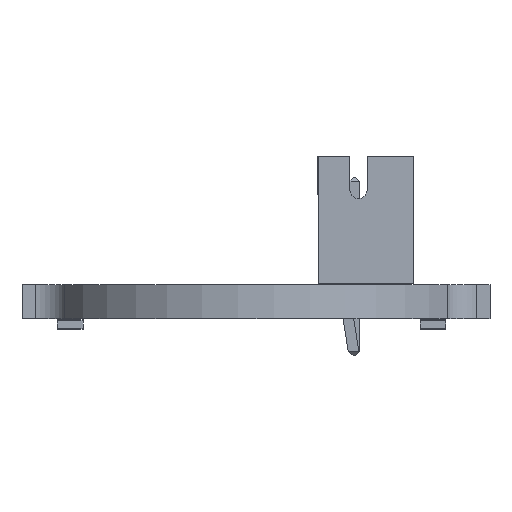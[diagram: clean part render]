
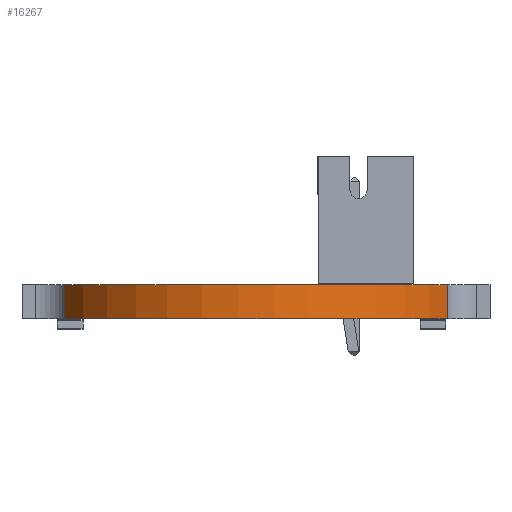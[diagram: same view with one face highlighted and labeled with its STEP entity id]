
A CAD part, left-side view. The second image highlights one B-rep face of the part: STEP entity #16267.
In plain terms, the highlighted cylindrical face has radius 10 mm (diameter 20 mm), a partial arc.
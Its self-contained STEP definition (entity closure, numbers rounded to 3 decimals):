
#14340 = PLANE('',#14341);
#14341 = AXIS2_PLACEMENT_3D('',#14342,#14343,#14344);
#14342 = CARTESIAN_POINT('',(148.431,-65.881,1.6));
#14343 = DIRECTION('',(0.,0.,1.));
#14344 = DIRECTION('',(1.,0.,-0.));
#14395 = PLANE('',#14396);
#14396 = AXIS2_PLACEMENT_3D('',#14397,#14398,#14399);
#14397 = CARTESIAN_POINT('',(148.431,-65.881,0.));
#14398 = DIRECTION('',(0.,0.,1.));
#14399 = DIRECTION('',(1.,0.,-0.));
#14648 = VERTEX_POINT('',#14649);
#14649 = CARTESIAN_POINT('',(144.059,-56.888,0.));
#14664 = CYLINDRICAL_SURFACE('',#14665,1.55);
#14665 = AXIS2_PLACEMENT_3D('',#14666,#14667,#14668);
#14666 = CARTESIAN_POINT('',(143.381,-55.494,0.));
#14667 = DIRECTION('',(-0.,-0.,-1.));
#14668 = DIRECTION('',(1.,0.,-0.));
#14676 = EDGE_CURVE('',#14648,#14677,#14679,.T.);
#14677 = VERTEX_POINT('',#14678);
#14678 = CARTESIAN_POINT('',(144.059,-74.875,0.));
#14679 = SURFACE_CURVE('',#14680,(#14685,#14692),.PCURVE_S1.);
#14680 = CIRCLE('',#14681,10.);
#14681 = AXIS2_PLACEMENT_3D('',#14682,#14683,#14684);
#14682 = CARTESIAN_POINT('',(148.431,-65.881,0.));
#14683 = DIRECTION('',(0.,0.,1.));
#14684 = DIRECTION('',(1.,0.,-0.));
#14685 = PCURVE('',#14395,#14686);
#14686 = DEFINITIONAL_REPRESENTATION('',(#14687),#14691);
#14687 = CIRCLE('',#14688,10.);
#14688 = AXIS2_PLACEMENT_2D('',#14689,#14690);
#14689 = CARTESIAN_POINT('',(0.,0.));
#14690 = DIRECTION('',(1.,0.));
#14691 = ( GEOMETRIC_REPRESENTATION_CONTEXT(2) 
PARAMETRIC_REPRESENTATION_CONTEXT() REPRESENTATION_CONTEXT('2D SPACE',''
  ) );
#14692 = PCURVE('',#14693,#14698);
#14693 = CYLINDRICAL_SURFACE('',#14694,10.);
#14694 = AXIS2_PLACEMENT_3D('',#14695,#14696,#14697);
#14695 = CARTESIAN_POINT('',(148.431,-65.881,0.));
#14696 = DIRECTION('',(-0.,-0.,-1.));
#14697 = DIRECTION('',(1.,0.,-0.));
#14698 = DEFINITIONAL_REPRESENTATION('',(#14699),#14703);
#14699 = LINE('',#14700,#14701);
#14700 = CARTESIAN_POINT('',(-0.,0.));
#14701 = VECTOR('',#14702,1.);
#14702 = DIRECTION('',(-1.,0.));
#14703 = ( GEOMETRIC_REPRESENTATION_CONTEXT(2) 
PARAMETRIC_REPRESENTATION_CONTEXT() REPRESENTATION_CONTEXT('2D SPACE',''
  ) );
#14722 = CYLINDRICAL_SURFACE('',#14723,1.55);
#14723 = AXIS2_PLACEMENT_3D('',#14724,#14725,#14726);
#14724 = CARTESIAN_POINT('',(143.381,-76.269,0.));
#14725 = DIRECTION('',(-0.,-0.,-1.));
#14726 = DIRECTION('',(1.,0.,-0.));
#15445 = VERTEX_POINT('',#15446);
#15446 = CARTESIAN_POINT('',(144.059,-56.888,1.6));
#15468 = EDGE_CURVE('',#15445,#15469,#15471,.T.);
#15469 = VERTEX_POINT('',#15470);
#15470 = CARTESIAN_POINT('',(144.059,-74.875,1.6));
#15471 = SURFACE_CURVE('',#15472,(#15477,#15484),.PCURVE_S1.);
#15472 = CIRCLE('',#15473,10.);
#15473 = AXIS2_PLACEMENT_3D('',#15474,#15475,#15476);
#15474 = CARTESIAN_POINT('',(148.431,-65.881,1.6));
#15475 = DIRECTION('',(0.,0.,1.));
#15476 = DIRECTION('',(1.,0.,-0.));
#15477 = PCURVE('',#14340,#15478);
#15478 = DEFINITIONAL_REPRESENTATION('',(#15479),#15483);
#15479 = CIRCLE('',#15480,10.);
#15480 = AXIS2_PLACEMENT_2D('',#15481,#15482);
#15481 = CARTESIAN_POINT('',(0.,0.));
#15482 = DIRECTION('',(1.,0.));
#15483 = ( GEOMETRIC_REPRESENTATION_CONTEXT(2) 
PARAMETRIC_REPRESENTATION_CONTEXT() REPRESENTATION_CONTEXT('2D SPACE',''
  ) );
#15484 = PCURVE('',#14693,#15485);
#15485 = DEFINITIONAL_REPRESENTATION('',(#15486),#15490);
#15486 = LINE('',#15487,#15488);
#15487 = CARTESIAN_POINT('',(-0.,-1.6));
#15488 = VECTOR('',#15489,1.);
#15489 = DIRECTION('',(-1.,0.));
#15490 = ( GEOMETRIC_REPRESENTATION_CONTEXT(2) 
PARAMETRIC_REPRESENTATION_CONTEXT() REPRESENTATION_CONTEXT('2D SPACE',''
  ) );
#16219 = EDGE_CURVE('',#14677,#15469,#16220,.T.);
#16220 = SURFACE_CURVE('',#16221,(#16225,#16232),.PCURVE_S1.);
#16221 = LINE('',#16222,#16223);
#16222 = CARTESIAN_POINT('',(144.059,-74.875,0.));
#16223 = VECTOR('',#16224,1.);
#16224 = DIRECTION('',(0.,0.,1.));
#16225 = PCURVE('',#14722,#16226);
#16226 = DEFINITIONAL_REPRESENTATION('',(#16227),#16231);
#16227 = LINE('',#16228,#16229);
#16228 = CARTESIAN_POINT('',(-1.118,0.));
#16229 = VECTOR('',#16230,1.);
#16230 = DIRECTION('',(-0.,-1.));
#16231 = ( GEOMETRIC_REPRESENTATION_CONTEXT(2) 
PARAMETRIC_REPRESENTATION_CONTEXT() REPRESENTATION_CONTEXT('2D SPACE',''
  ) );
#16232 = PCURVE('',#14693,#16233);
#16233 = DEFINITIONAL_REPRESENTATION('',(#16234),#16238);
#16234 = LINE('',#16235,#16236);
#16235 = CARTESIAN_POINT('',(-4.26,0.));
#16236 = VECTOR('',#16237,1.);
#16237 = DIRECTION('',(-0.,-1.));
#16238 = ( GEOMETRIC_REPRESENTATION_CONTEXT(2) 
PARAMETRIC_REPRESENTATION_CONTEXT() REPRESENTATION_CONTEXT('2D SPACE',''
  ) );
#16244 = EDGE_CURVE('',#14648,#15445,#16245,.T.);
#16245 = SURFACE_CURVE('',#16246,(#16250,#16257),.PCURVE_S1.);
#16246 = LINE('',#16247,#16248);
#16247 = CARTESIAN_POINT('',(144.059,-56.888,0.));
#16248 = VECTOR('',#16249,1.);
#16249 = DIRECTION('',(0.,0.,1.));
#16250 = PCURVE('',#14664,#16251);
#16251 = DEFINITIONAL_REPRESENTATION('',(#16252),#16256);
#16252 = LINE('',#16253,#16254);
#16253 = CARTESIAN_POINT('',(-5.165,0.));
#16254 = VECTOR('',#16255,1.);
#16255 = DIRECTION('',(-0.,-1.));
#16256 = ( GEOMETRIC_REPRESENTATION_CONTEXT(2) 
PARAMETRIC_REPRESENTATION_CONTEXT() REPRESENTATION_CONTEXT('2D SPACE',''
  ) );
#16257 = PCURVE('',#14693,#16258);
#16258 = DEFINITIONAL_REPRESENTATION('',(#16259),#16263);
#16259 = LINE('',#16260,#16261);
#16260 = CARTESIAN_POINT('',(-2.023,0.));
#16261 = VECTOR('',#16262,1.);
#16262 = DIRECTION('',(-0.,-1.));
#16263 = ( GEOMETRIC_REPRESENTATION_CONTEXT(2) 
PARAMETRIC_REPRESENTATION_CONTEXT() REPRESENTATION_CONTEXT('2D SPACE',''
  ) );
#16267 = ADVANCED_FACE('',(#16268),#14693,.T.);
#16268 = FACE_BOUND('',#16269,.F.);
#16269 = EDGE_LOOP('',(#16270,#16271,#16272,#16273));
#16270 = ORIENTED_EDGE('',*,*,#16244,.T.);
#16271 = ORIENTED_EDGE('',*,*,#15468,.T.);
#16272 = ORIENTED_EDGE('',*,*,#16219,.F.);
#16273 = ORIENTED_EDGE('',*,*,#14676,.F.);
